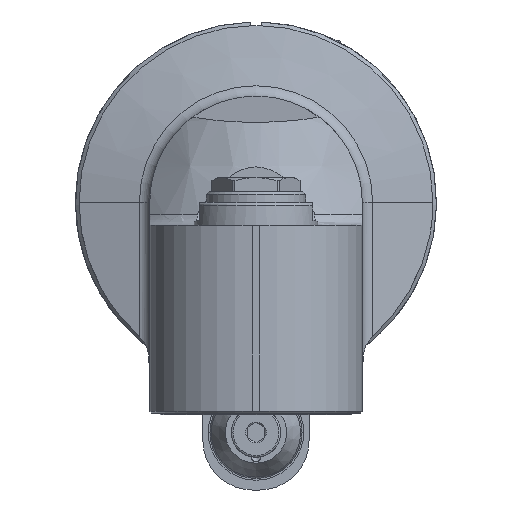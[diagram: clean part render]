
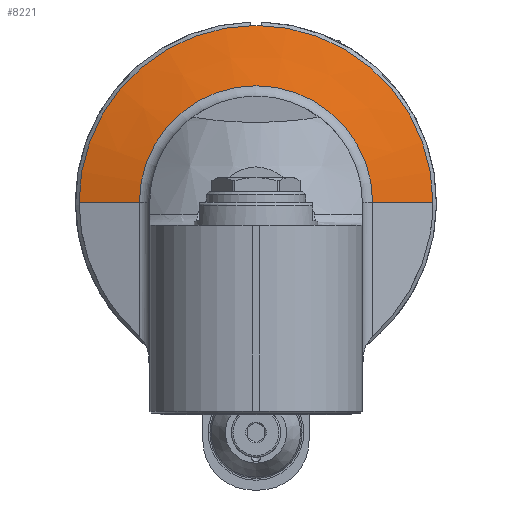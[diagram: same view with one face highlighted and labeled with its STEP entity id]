
A CAD part, front view. The second image highlights one B-rep face of the part: STEP entity #8221.
In plain terms, the highlighted conical face has half-angle 75 degrees and reference radius 41.482 mm.
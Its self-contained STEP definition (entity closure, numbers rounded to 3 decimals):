
#639=CONICAL_SURFACE('',#8784,41.482,1.309);
#736=FACE_OUTER_BOUND('',#1226,.T.);
#1226=EDGE_LOOP('',(#5552,#5553,#5554,#5555));
#1769=LINE('',#12219,#2336);
#1770=LINE('',#12220,#2337);
#2336=VECTOR('',#9768,17.636);
#2337=VECTOR('',#9769,17.636);
#2913=CIRCLE('',#8761,50.);
#2928=CIRCLE('',#8785,32.965);
#3360=VERTEX_POINT('',#12170);
#3361=VERTEX_POINT('',#12172);
#3376=VERTEX_POINT('',#12216);
#3377=VERTEX_POINT('',#12217);
#4221=EDGE_CURVE('',#3361,#3360,#2913,.T.);
#4242=EDGE_CURVE('',#3376,#3377,#2928,.T.);
#4243=EDGE_CURVE('',#3376,#3361,#1769,.T.);
#4244=EDGE_CURVE('',#3360,#3377,#1770,.T.);
#5552=ORIENTED_EDGE('',*,*,#4242,.F.);
#5553=ORIENTED_EDGE('',*,*,#4243,.T.);
#5554=ORIENTED_EDGE('',*,*,#4221,.T.);
#5555=ORIENTED_EDGE('',*,*,#4244,.T.);
#8221=ADVANCED_FACE('',(#736),#639,.T.);
#8761=AXIS2_PLACEMENT_3D('',#12173,#9713,#9714);
#8784=AXIS2_PLACEMENT_3D('',#12215,#9764,#9765);
#8785=AXIS2_PLACEMENT_3D('',#12218,#9766,#9767);
#9713=DIRECTION('center_axis',(1.,0.,0.));
#9714=DIRECTION('ref_axis',(0.,0.,1.));
#9764=DIRECTION('center_axis',(-1.,0.,0.));
#9765=DIRECTION('ref_axis',(0.,0.,1.));
#9766=DIRECTION('center_axis',(1.,0.,0.));
#9767=DIRECTION('ref_axis',(0.,-1.,0.));
#9768=DIRECTION('',(-0.259,0.,0.966));
#9769=DIRECTION('',(0.259,0.,0.966));
#12170=CARTESIAN_POINT('',(32.911,0.,-50.));
#12172=CARTESIAN_POINT('',(32.911,0.,50.));
#12173=CARTESIAN_POINT('Origin',(32.911,0.,0.));
#12215=CARTESIAN_POINT('Origin',(35.194,0.,0.));
#12216=CARTESIAN_POINT('',(37.476,0.,32.965));
#12217=CARTESIAN_POINT('',(37.476,0.,-32.965));
#12218=CARTESIAN_POINT('Origin',(37.476,0.,0.));
#12219=CARTESIAN_POINT('',(37.476,0.,32.965));
#12220=CARTESIAN_POINT('',(32.911,0.,-50.));
